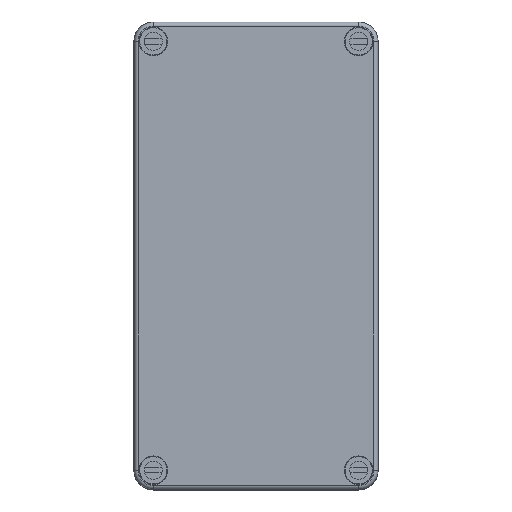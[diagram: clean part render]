
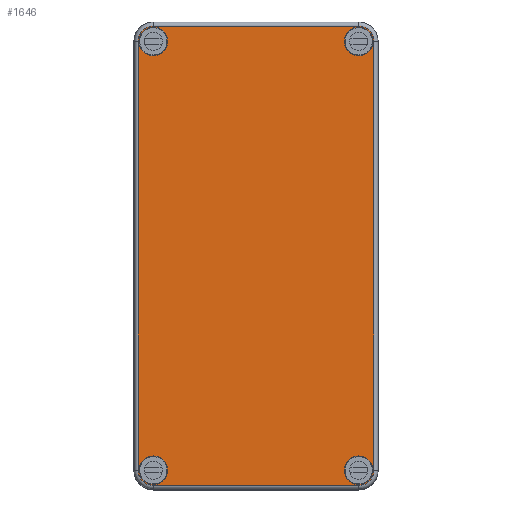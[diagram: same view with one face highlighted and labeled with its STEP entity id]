
A CAD part, top view. The second image highlights one B-rep face of the part: STEP entity #1646.
In plain terms, the highlighted planar face has unit normal (0, 0, 1).
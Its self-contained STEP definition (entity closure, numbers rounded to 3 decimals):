
#1646 = ADVANCED_FACE( '', ( #3460, #3461, #3462, #3463, #3464 ), #3465, .T. );
#3460 = FACE_OUTER_BOUND( '', #5384, .T. );
#3461 = FACE_BOUND( '', #5385, .T. );
#3462 = FACE_BOUND( '', #5386, .T. );
#3463 = FACE_BOUND( '', #5387, .T. );
#3464 = FACE_BOUND( '', #5388, .T. );
#3465 = PLANE( '', #5389 );
#5384 = EDGE_LOOP( '', ( #9890, #9891, #9892, #9893, #9894, #9895, #9896, #9897 ) );
#5385 = EDGE_LOOP( '', ( #9898 ) );
#5386 = EDGE_LOOP( '', ( #9899 ) );
#5387 = EDGE_LOOP( '', ( #9900 ) );
#5388 = EDGE_LOOP( '', ( #9901 ) );
#5389 = AXIS2_PLACEMENT_3D( '', #9902, #9903, #9904 );
#9890 = ORIENTED_EDGE( '', *, *, #12645, .F. );
#9891 = ORIENTED_EDGE( '', *, *, #11437, .F. );
#9892 = ORIENTED_EDGE( '', *, *, #12656, .T. );
#9893 = ORIENTED_EDGE( '', *, *, #11398, .F. );
#9894 = ORIENTED_EDGE( '', *, *, #11878, .T. );
#9895 = ORIENTED_EDGE( '', *, *, #11165, .T. );
#9896 = ORIENTED_EDGE( '', *, *, #12103, .F. );
#9897 = ORIENTED_EDGE( '', *, *, #12310, .T. );
#9898 = ORIENTED_EDGE( '', *, *, #12346, .F. );
#9899 = ORIENTED_EDGE( '', *, *, #12432, .F. );
#9900 = ORIENTED_EDGE( '', *, *, #12169, .F. );
#9901 = ORIENTED_EDGE( '', *, *, #12569, .F. );
#9902 = CARTESIAN_POINT( '', ( 0., 0., 15. ) );
#9903 = DIRECTION( '', ( 0., 0., 1. ) );
#9904 = DIRECTION( '', ( 1., 0., 0. ) );
#11165 = EDGE_CURVE( '', #13376, #13374, #13377, .T. );
#11398 = EDGE_CURVE( '', #13774, #13775, #13776, .T. );
#11437 = EDGE_CURVE( '', #13835, #13833, #13837, .T. );
#11878 = EDGE_CURVE( '', #13774, #13376, #14547, .T. );
#12103 = EDGE_CURVE( '', #14869, #13374, #14870, .T. );
#12169 = EDGE_CURVE( '', #14961, #14961, #14962, .T. );
#12310 = EDGE_CURVE( '', #14869, #15142, #15144, .T. );
#12346 = EDGE_CURVE( '', #15188, #15188, #15189, .T. );
#12432 = EDGE_CURVE( '', #15298, #15298, #15299, .T. );
#12569 = EDGE_CURVE( '', #15464, #15464, #15465, .T. );
#12645 = EDGE_CURVE( '', #13833, #15142, #15551, .T. );
#12656 = EDGE_CURVE( '', #13835, #13775, #15562, .T. );
#13374 = VERTEX_POINT( '', #16459 );
#13376 = VERTEX_POINT( '', #16461 );
#13377 = LINE( '', #16462, #16463 );
#13774 = VERTEX_POINT( '', #17029 );
#13775 = VERTEX_POINT( '', #17030 );
#13776 = LINE( '', #17031, #17032 );
#13833 = VERTEX_POINT( '', #17097 );
#13835 = VERTEX_POINT( '', #17099 );
#13837 = LINE( '', #17101, #17102 );
#14547 = CIRCLE( '', #18017, 5.882 );
#14869 = VERTEX_POINT( '', #18450 );
#14870 = CIRCLE( '', #18451, 5.882 );
#14961 = VERTEX_POINT( '', #18565 );
#14962 = CIRCLE( '', #18566, 5.5 );
#15142 = VERTEX_POINT( '', #18802 );
#15144 = LINE( '', #18804, #18805 );
#15188 = VERTEX_POINT( '', #18861 );
#15189 = CIRCLE( '', #18862, 5.5 );
#15298 = VERTEX_POINT( '', #19049 );
#15299 = CIRCLE( '', #19050, 5.5 );
#15464 = VERTEX_POINT( '', #19267 );
#15465 = CIRCLE( '', #19268, 5.5 );
#15551 = CIRCLE( '', #19379, 5.882 );
#15562 = CIRCLE( '', #19393, 5.882 );
#16459 = CARTESIAN_POINT( '', ( -39.5, 88.382, 15. ) );
#16461 = CARTESIAN_POINT( '', ( 39.5, 88.382, 15. ) );
#16462 = CARTESIAN_POINT( '', ( 50., 88.382, 15. ) );
#16463 = VECTOR( '', #20037, 1000. );
#17029 = CARTESIAN_POINT( '', ( 45.382, 82.5, 15. ) );
#17030 = CARTESIAN_POINT( '', ( 45.382, -82.5, 15. ) );
#17031 = CARTESIAN_POINT( '', ( 45.382, 100., 15. ) );
#17032 = VECTOR( '', #20337, 1000. );
#17097 = CARTESIAN_POINT( '', ( -39.5, -88.382, 15. ) );
#17099 = CARTESIAN_POINT( '', ( 39.5, -88.382, 15. ) );
#17101 = CARTESIAN_POINT( '', ( 50., -88.382, 15. ) );
#17102 = VECTOR( '', #20412, 1000. );
#18017 = AXIS2_PLACEMENT_3D( '', #21062, #21063, #21064 );
#18450 = CARTESIAN_POINT( '', ( -45.382, 82.5, 15. ) );
#18451 = AXIS2_PLACEMENT_3D( '', #21338, #21339, #21340 );
#18565 = CARTESIAN_POINT( '', ( -34., 82.5, 15. ) );
#18566 = AXIS2_PLACEMENT_3D( '', #21439, #21440, #21441 );
#18802 = CARTESIAN_POINT( '', ( -45.382, -82.5, 15. ) );
#18804 = CARTESIAN_POINT( '', ( -45.382, 100., 15. ) );
#18805 = VECTOR( '', #21600, 1000. );
#18861 = CARTESIAN_POINT( '', ( -34., -82.5, 15. ) );
#18862 = AXIS2_PLACEMENT_3D( '', #21640, #21641, #21642 );
#19049 = CARTESIAN_POINT( '', ( 45., -82.5, 15. ) );
#19050 = AXIS2_PLACEMENT_3D( '', #21749, #21750, #21751 );
#19267 = CARTESIAN_POINT( '', ( 45., 82.5, 15. ) );
#19268 = AXIS2_PLACEMENT_3D( '', #21900, #21901, #21902 );
#19379 = AXIS2_PLACEMENT_3D( '', #21961, #21962, #21963 );
#19393 = AXIS2_PLACEMENT_3D( '', #21967, #21968, #21969 );
#20037 = DIRECTION( '', ( -1., 0., 0. ) );
#20337 = DIRECTION( '', ( 0., -1., 0. ) );
#20412 = DIRECTION( '', ( -1., 0., 0. ) );
#21062 = CARTESIAN_POINT( '', ( 39.5, 82.5, 15. ) );
#21063 = DIRECTION( '', ( 0., 0., 1. ) );
#21064 = DIRECTION( '', ( 1., 0., 0. ) );
#21338 = CARTESIAN_POINT( '', ( -39.5, 82.5, 15. ) );
#21339 = DIRECTION( '', ( 0., 0., -1. ) );
#21340 = DIRECTION( '', ( -1., 0., 0. ) );
#21439 = CARTESIAN_POINT( '', ( -39.5, 82.5, 15. ) );
#21440 = DIRECTION( '', ( 0., 0., 1. ) );
#21441 = DIRECTION( '', ( 1., 0., 0. ) );
#21600 = DIRECTION( '', ( 0., -1., 0. ) );
#21640 = CARTESIAN_POINT( '', ( -39.5, -82.5, 15. ) );
#21641 = DIRECTION( '', ( 0., 0., 1. ) );
#21642 = DIRECTION( '', ( 1., 0., 0. ) );
#21749 = CARTESIAN_POINT( '', ( 39.5, -82.5, 15. ) );
#21750 = DIRECTION( '', ( 0., 0., 1. ) );
#21751 = DIRECTION( '', ( 1., 0., 0. ) );
#21900 = CARTESIAN_POINT( '', ( 39.5, 82.5, 15. ) );
#21901 = DIRECTION( '', ( 0., 0., 1. ) );
#21902 = DIRECTION( '', ( 1., 0., 0. ) );
#21961 = CARTESIAN_POINT( '', ( -39.5, -82.5, 15. ) );
#21962 = DIRECTION( '', ( 0., 0., -1. ) );
#21963 = DIRECTION( '', ( -1., 0., 0. ) );
#21967 = CARTESIAN_POINT( '', ( 39.5, -82.5, 15. ) );
#21968 = DIRECTION( '', ( 0., 0., 1. ) );
#21969 = DIRECTION( '', ( 1., 0., 0. ) );
